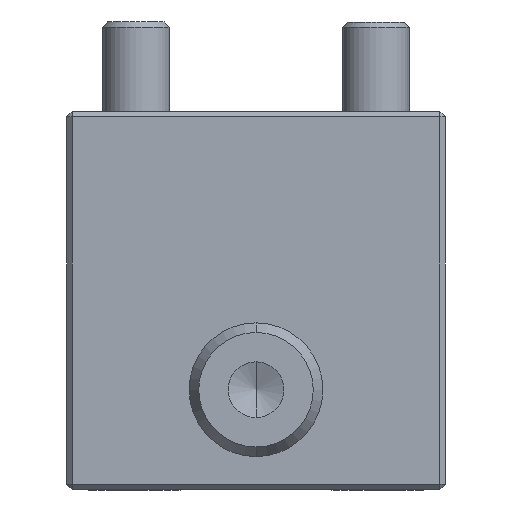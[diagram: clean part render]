
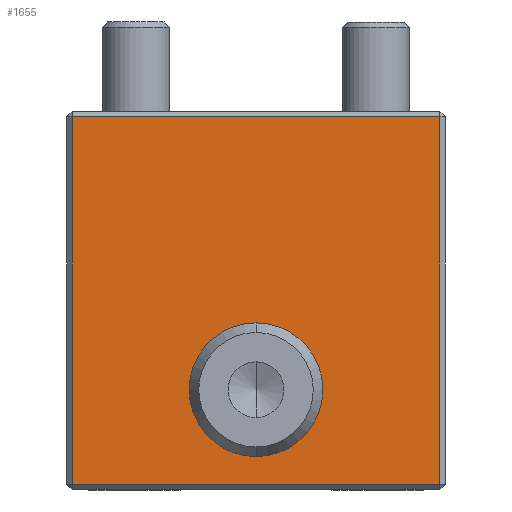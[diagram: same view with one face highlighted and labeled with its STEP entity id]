
A CAD part, left-side view. The second image highlights one B-rep face of the part: STEP entity #1655.
In plain terms, the highlighted planar face has unit normal (-1, 0, 0).
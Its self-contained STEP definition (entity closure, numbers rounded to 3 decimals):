
#1655=ADVANCED_FACE('NONE',(#4162,#4163),#4164,.F.);
#1759=EDGE_CURVE('NONE',#2881,#2291,#4282,.T.);
#1801=EDGE_CURVE('NONE',#2847,#1861,#4330,.T.);
#1861=VERTEX_POINT('NONE',#4396);
#2291=VERTEX_POINT('NONE',#4883);
#2683=VERTEX_POINT('NONE',#5330);
#2779=VERTEX_POINT('NONE',#5439);
#2847=VERTEX_POINT('NONE',#5513);
#2881=VERTEX_POINT('NONE',#5552);
#2981=EDGE_CURVE('NONE',#1861,#2881,#5665,.T.);
#3069=EDGE_CURVE('NONE',#2683,#2779,#5760,.T.);
#3151=EDGE_CURVE('NONE',#2779,#2683,#5851,.T.);
#3319=EDGE_CURVE('NONE',#2291,#2847,#6048,.T.);
#4162=FACE_OUTER_BOUND('',#7148,.T.);
#4163=FACE_BOUND('',#7149,.T.);
#4164=PLANE('',#7150);
#4282=LINE('',#7330,#7331);
#4330=LINE('',#7392,#7393);
#4396=CARTESIAN_POINT('',(-353.32,80.625,4.703));
#4883=CARTESIAN_POINT('',(-353.32,14.625,70.703));
#5330=CARTESIAN_POINT('',(-353.32,47.625,11.603));
#5439=CARTESIAN_POINT('',(-353.32,47.625,31.803));
#5513=CARTESIAN_POINT('',(-353.32,80.625,70.703));
#5552=CARTESIAN_POINT('',(-353.32,14.625,4.703));
#5665=LINE('',#9200,#9201);
#5760=CIRCLE('',#9336,10.1);
#5851=CIRCLE('',#9456,10.1);
#6048=LINE('',#9714,#9715);
#7148=EDGE_LOOP('',(#10777,#10778,#10779,#10780));
#7149=EDGE_LOOP('',(#10781,#10782));
#7150=AXIS2_PLACEMENT_3D('',#10783,#10784,#10785);
#7330=CARTESIAN_POINT('',(-353.32,14.625,71.703));
#7331=VECTOR('',#10930,1000.0);
#7392=CARTESIAN_POINT('',(-353.32,80.625,71.703));
#7393=VECTOR('',#10993,1000.0);
#9200=CARTESIAN_POINT('',(-353.32,13.625,4.703));
#9201=VECTOR('',#12640,1000.0);
#9336=AXIS2_PLACEMENT_3D('',#12741,#12742,#12743);
#9456=AXIS2_PLACEMENT_3D('',#12841,#12842,#12843);
#9714=CARTESIAN_POINT('',(-353.32,81.625,70.703));
#9715=VECTOR('',#13112,1000.0);
#10777=ORIENTED_EDGE('',*,*,#2981,.T.);
#10778=ORIENTED_EDGE('',*,*,#1759,.T.);
#10779=ORIENTED_EDGE('',*,*,#3319,.T.);
#10780=ORIENTED_EDGE('',*,*,#1801,.T.);
#10781=ORIENTED_EDGE('',*,*,#3151,.F.);
#10782=ORIENTED_EDGE('',*,*,#3069,.F.);
#10783=CARTESIAN_POINT('',(-353.32,81.625,71.703));
#10784=DIRECTION('',(1.0,0.0,0.0));
#10785=DIRECTION('',(0.0,1.0,0.0));
#10930=DIRECTION('',(0.0,0.0,1.0));
#10993=DIRECTION('',(0.0,0.0,-1.0));
#12640=DIRECTION('',(0.0,-1.0,0.0));
#12741=CARTESIAN_POINT('',(-353.32,47.625,21.703));
#12742=DIRECTION('',(-1.0,0.0,0.0));
#12743=DIRECTION('',(0.0,0.0,1.0));
#12841=CARTESIAN_POINT('',(-353.32,47.625,21.703));
#12842=DIRECTION('',(-1.0,0.0,0.0));
#12843=DIRECTION('',(0.0,0.0,1.0));
#13112=DIRECTION('',(0.0,1.0,0.0));
